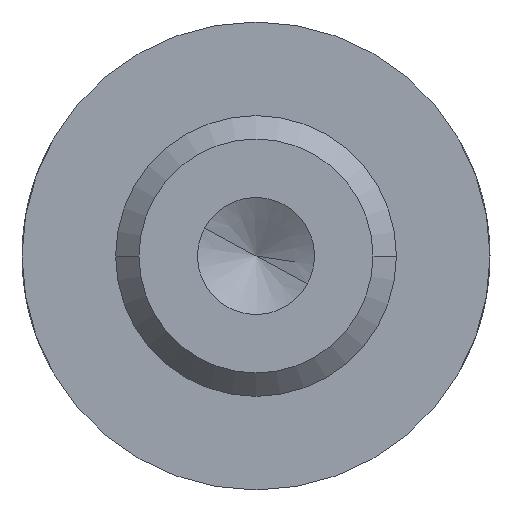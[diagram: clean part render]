
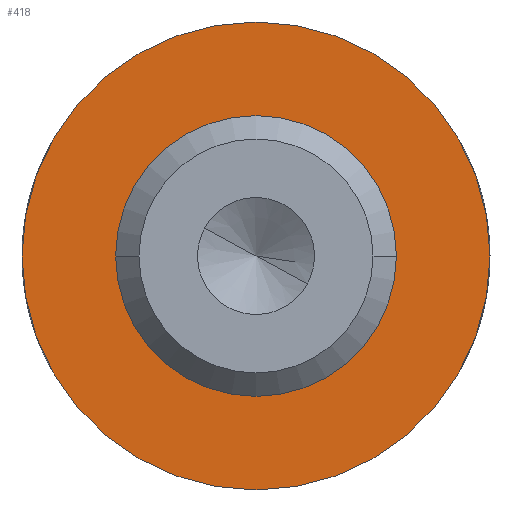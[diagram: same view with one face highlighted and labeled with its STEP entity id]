
A CAD part, left-side view. The second image highlights one B-rep face of the part: STEP entity #418.
In plain terms, the highlighted planar face has unit normal (-1, 0, 0).
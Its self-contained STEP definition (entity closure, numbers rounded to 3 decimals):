
#377=CARTESIAN_POINT('Axis2P3D Location',(-12.3,0.,0.)) ;
#382=CARTESIAN_POINT('Axis2P3D Location',(-12.3,0.,0.)) ;
#386=CARTESIAN_POINT('Vertex',(-12.3,-5.,0.)) ;
#388=CARTESIAN_POINT('Vertex',(-12.3,5.,0.)) ;
#391=CARTESIAN_POINT('Axis2P3D Location',(-12.3,0.,0.)) ;
#400=CARTESIAN_POINT('Axis2P3D Location',(-12.3,0.,0.)) ;
#404=CARTESIAN_POINT('Vertex',(-12.3,3.,0.)) ;
#406=CARTESIAN_POINT('Vertex',(-12.3,-3.,0.)) ;
#409=CARTESIAN_POINT('Axis2P3D Location',(-12.3,0.,0.)) ;
#378=DIRECTION('Axis2P3D Direction',(-1.,0.,0.)) ;
#379=DIRECTION('Axis2P3D XDirection',(0.,-1.,0.)) ;
#383=DIRECTION('Axis2P3D Direction',(-1.,0.,0.)) ;
#392=DIRECTION('Axis2P3D Direction',(-1.,0.,0.)) ;
#401=DIRECTION('Axis2P3D Direction',(-1.,0.,0.)) ;
#410=DIRECTION('Axis2P3D Direction',(-1.,0.,0.)) ;
#380=AXIS2_PLACEMENT_3D('Plane Axis2P3D',#377,#378,#379) ;
#384=AXIS2_PLACEMENT_3D('Circle Axis2P3D',#382,#383,$) ;
#393=AXIS2_PLACEMENT_3D('Circle Axis2P3D',#391,#392,$) ;
#402=AXIS2_PLACEMENT_3D('Circle Axis2P3D',#400,#401,$) ;
#411=AXIS2_PLACEMENT_3D('Circle Axis2P3D',#409,#410,$) ;
#397=ORIENTED_EDGE('',*,*,#390,.T.) ;
#398=ORIENTED_EDGE('',*,*,#395,.T.) ;
#415=ORIENTED_EDGE('',*,*,#408,.F.) ;
#416=ORIENTED_EDGE('',*,*,#413,.F.) ;
#417=FACE_BOUND('',#414,.T.) ;
#418=ADVANCED_FACE('Corps principal',(#399,#417),#381,.T.) ;
#385=CIRCLE('generated circle',#384,5.) ;
#394=CIRCLE('generated circle',#393,5.) ;
#403=CIRCLE('generated circle',#402,3.) ;
#412=CIRCLE('generated circle',#411,3.) ;
#390=EDGE_CURVE('',#387,#389,#385,.T.) ;
#395=EDGE_CURVE('',#389,#387,#394,.T.) ;
#408=EDGE_CURVE('',#405,#407,#403,.T.) ;
#413=EDGE_CURVE('',#407,#405,#412,.T.) ;
#396=EDGE_LOOP('',(#397,#398)) ;
#414=EDGE_LOOP('',(#415,#416)) ;
#399=FACE_OUTER_BOUND('',#396,.T.) ;
#381=PLANE('',#380) ;
#387=VERTEX_POINT('',#386) ;
#389=VERTEX_POINT('',#388) ;
#405=VERTEX_POINT('',#404) ;
#407=VERTEX_POINT('',#406) ;
